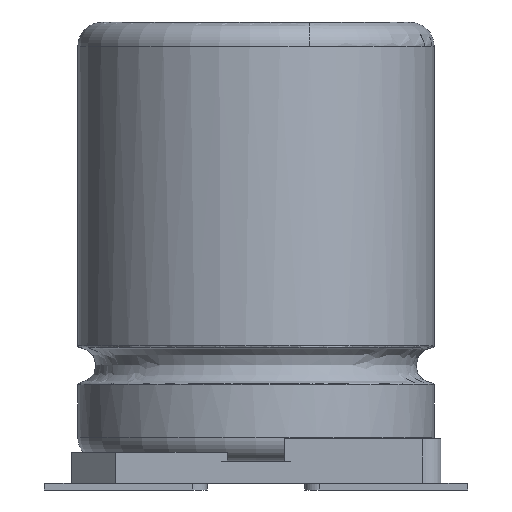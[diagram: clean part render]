
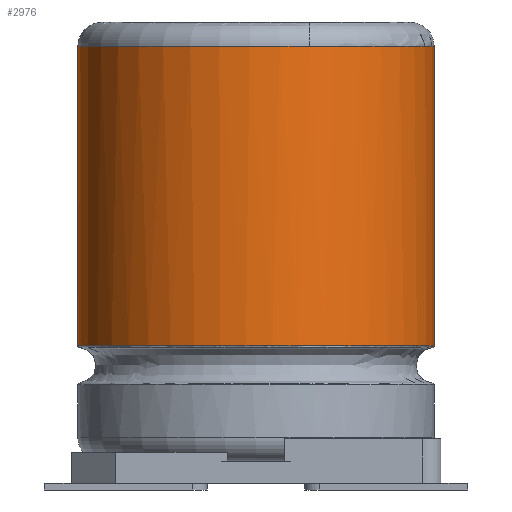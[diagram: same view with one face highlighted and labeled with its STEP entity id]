
A CAD part, front view. The second image highlights one B-rep face of the part: STEP entity #2976.
In plain terms, the highlighted cylindrical face has radius 4 mm (diameter 8 mm), a partial arc.
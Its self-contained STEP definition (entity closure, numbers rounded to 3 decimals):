
#185 = CARTESIAN_POINT ( 'NONE',  ( 3.747, -1.933, 3.238 ) ) ;
#242 = VERTEX_POINT ( 'NONE', #2500 ) ;
#261 = CARTESIAN_POINT ( 'NONE',  ( -1.589, -4.12, 3.238 ) ) ;
#271 = DIRECTION ( 'NONE',  ( 0., 0., -1. ) ) ;
#453 = CIRCLE ( 'NONE', #1913, 4. ) ;
#529 = LINE ( 'NONE', #4691, #644 ) ;
#618 = EDGE_CURVE ( 'NONE', #242, #4412, #3804, .T. ) ;
#644 = VECTOR ( 'NONE', #6386, 1000. ) ;
#831 = DIRECTION ( 'NONE',  ( 0., 0., 1. ) ) ;
#877 = CARTESIAN_POINT ( 'NONE',  ( 2.504, -3.577, 3.238 ) ) ;
#1288 = CARTESIAN_POINT ( 'NONE',  ( 0., 0., 3.2 ) ) ;
#1333 = DIRECTION ( 'NONE',  ( -1., 0., 0. ) ) ;
#1378 = CARTESIAN_POINT ( 'NONE',  ( -2.515, -3.575, 3.238 ) ) ;
#1416 = AXIS2_PLACEMENT_3D ( 'NONE', #4828, #271, #4904 ) ;
#1913 = AXIS2_PLACEMENT_3D ( 'NONE', #5951, #7122, #1333 ) ;
#2070 = CARTESIAN_POINT ( 'NONE',  ( -0.543, -4.404, 3.238 ) ) ;
#2391 = VERTEX_POINT ( 'NONE', #5332 ) ;
#2500 = CARTESIAN_POINT ( 'NONE',  ( -4., 0., 3.238 ) ) ;
#2530 = CARTESIAN_POINT ( 'NONE',  ( -3.754, -1.916, 3.238 ) ) ;
#2641 = CARTESIAN_POINT ( 'NONE',  ( -4., 0., 3.238 ) ) ;
#2778 = B_SPLINE_CURVE_WITH_KNOTS ( 'NONE', 13,
 ( #4892, #6110, #185, #3184, #877, #6770, #5535, #2070, #261, #1378, #6074, #2530, #7235, #2641 ),
 .UNSPECIFIED., .F., .F.,
 ( 14, 14 ),
 ( 0.5, 1. ),
 .UNSPECIFIED. ) ;
#2847 = FACE_OUTER_BOUND ( 'NONE', #4676, .T. ) ;
#2862 = EDGE_CURVE ( 'NONE', #3129, #4412, #5726, .T. ) ;
#2976 = ADVANCED_FACE ( 'NONE', ( #2847 ), #5206, .T. ) ;
#3006 = AXIS2_PLACEMENT_3D ( 'NONE', #1288, #831, #5454 ) ;
#3129 = VERTEX_POINT ( 'NONE', #6834 ) ;
#3184 = CARTESIAN_POINT ( 'NONE',  ( 3.241, -2.828, 3.238 ) ) ;
#3320 = ORIENTED_EDGE ( 'NONE', *, *, #5305, .T. ) ;
#3514 = EDGE_CURVE ( 'NONE', #6211, #242, #2778, .T. ) ;
#3689 = VECTOR ( 'NONE', #5143, 1000. ) ;
#3804 = LINE ( 'NONE', #5569, #3689 ) ;
#4355 = CARTESIAN_POINT ( 'NONE',  ( 4., 0., 3.238 ) ) ;
#4412 = VERTEX_POINT ( 'NONE', #7489 ) ;
#4676 = EDGE_LOOP ( 'NONE', ( #5180, #5003, #3320, #4758, #7337 ) ) ;
#4691 = CARTESIAN_POINT ( 'NONE',  ( 4., 0., 3.2 ) ) ;
#4758 = ORIENTED_EDGE ( 'NONE', *, *, #2862, .T. ) ;
#4828 = CARTESIAN_POINT ( 'NONE',  ( 0., 0., 9.967 ) ) ;
#4892 = CARTESIAN_POINT ( 'NONE',  ( 4., 0., 3.238 ) ) ;
#4904 = DIRECTION ( 'NONE',  ( -1., 0., 0. ) ) ;
#5003 = ORIENTED_EDGE ( 'NONE', *, *, #7389, .T. ) ;
#5143 = DIRECTION ( 'NONE',  ( 0., 0., 1. ) ) ;
#5180 = ORIENTED_EDGE ( 'NONE', *, *, #3514, .F. ) ;
#5206 = CYLINDRICAL_SURFACE ( 'NONE', #3006, 4. ) ;
#5305 = EDGE_CURVE ( 'NONE', #2391, #3129, #453, .T. ) ;
#5332 = CARTESIAN_POINT ( 'NONE',  ( 4., 0., 9.967 ) ) ;
#5454 = DIRECTION ( 'NONE',  ( -1., 0., 0. ) ) ;
#5535 = CARTESIAN_POINT ( 'NONE',  ( 0.541, -4.403, 3.238 ) ) ;
#5569 = CARTESIAN_POINT ( 'NONE',  ( -4., 0., 3.2 ) ) ;
#5726 = CIRCLE ( 'NONE', #1416, 4. ) ;
#5951 = CARTESIAN_POINT ( 'NONE',  ( 0., 0., 9.967 ) ) ;
#6074 = CARTESIAN_POINT ( 'NONE',  ( -3.254, -2.816, 3.238 ) ) ;
#6110 = CARTESIAN_POINT ( 'NONE',  ( 4., -0.967, 3.238 ) ) ;
#6211 = VERTEX_POINT ( 'NONE', #4355 ) ;
#6386 = DIRECTION ( 'NONE',  ( 0., 0., 1. ) ) ;
#6770 = CARTESIAN_POINT ( 'NONE',  ( 1.583, -4.119, 3.238 ) ) ;
#6834 = CARTESIAN_POINT ( 'NONE',  ( 1.2, -3.816, 9.967 ) ) ;
#7122 = DIRECTION ( 'NONE',  ( 0., 0., -1. ) ) ;
#7235 = CARTESIAN_POINT ( 'NONE',  ( -4., -0.953, 3.238 ) ) ;
#7337 = ORIENTED_EDGE ( 'NONE', *, *, #618, .F. ) ;
#7389 = EDGE_CURVE ( 'NONE', #6211, #2391, #529, .T. ) ;
#7489 = CARTESIAN_POINT ( 'NONE',  ( -4., 0., 9.967 ) ) ;
